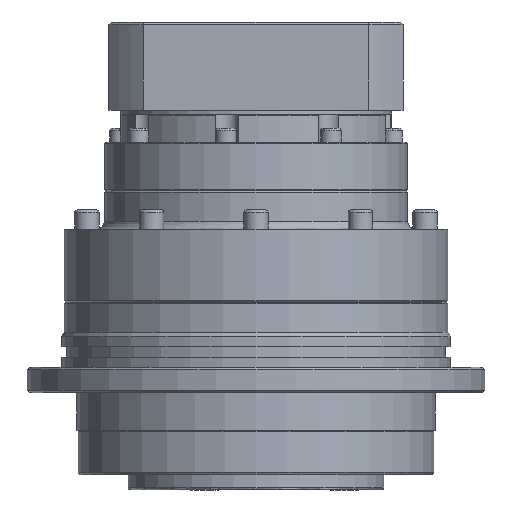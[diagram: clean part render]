
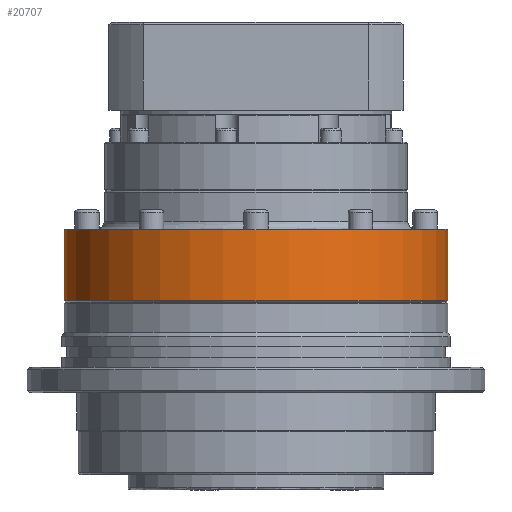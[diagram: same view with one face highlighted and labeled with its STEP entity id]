
A CAD part, front view. The second image highlights one B-rep face of the part: STEP entity #20707.
In plain terms, the highlighted cylindrical face has radius 75 mm (diameter 150 mm), a partial arc.
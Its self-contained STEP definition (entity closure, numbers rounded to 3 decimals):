
#60 = DIRECTION ( 'NONE',  ( 0., 0., -1. ) ) ;
#281 = DIRECTION ( 'NONE',  ( 0., 0., -1. ) ) ;
#755 = CIRCLE ( 'NONE', #23190, 75. ) ;
#1163 = VERTEX_POINT ( 'NONE', #12873 ) ;
#1381 = DIRECTION ( 'NONE',  ( -1., 0., 0. ) ) ;
#2187 = DIRECTION ( 'NONE',  ( 0., 0., -1. ) ) ;
#2947 = CARTESIAN_POINT ( 'NONE',  ( -75., 0., 39.5 ) ) ;
#3017 = EDGE_CURVE ( 'NONE', #22567, #28965, #18597, .T. ) ;
#3146 = AXIS2_PLACEMENT_3D ( 'NONE', #29028, #2187, #13135 ) ;
#3496 = VECTOR ( 'NONE', #281, 1000. ) ;
#4358 = LINE ( 'NONE', #21929, #3496 ) ;
#4393 = FACE_OUTER_BOUND ( 'NONE', #33004, .T. ) ;
#5585 = ORIENTED_EDGE ( 'NONE', *, *, #20921, .F. ) ;
#7179 = CIRCLE ( 'NONE', #16651, 75. ) ;
#8306 = DIRECTION ( 'NONE',  ( 0., 0., -1. ) ) ;
#10554 = VERTEX_POINT ( 'NONE', #34706 ) ;
#12873 = CARTESIAN_POINT ( 'NONE',  ( 75., 0., 39.5 ) ) ;
#13135 = DIRECTION ( 'NONE',  ( -1., 0., 0. ) ) ;
#16651 = AXIS2_PLACEMENT_3D ( 'NONE', #33448, #17631, #1381 ) ;
#17631 = DIRECTION ( 'NONE',  ( 0., 0., -1. ) ) ;
#18061 = EDGE_CURVE ( 'NONE', #10554, #22567, #7179, .T. ) ;
#18597 = LINE ( 'NONE', #25817, #32603 ) ;
#20707 = ADVANCED_FACE ( 'NONE', ( #4393 ), #29487, .T. ) ;
#20921 = EDGE_CURVE ( 'NONE', #10554, #1163, #4358, .T. ) ;
#21929 = CARTESIAN_POINT ( 'NONE',  ( 75., 0., 48.5 ) ) ;
#22567 = VERTEX_POINT ( 'NONE', #33204 ) ;
#23190 = AXIS2_PLACEMENT_3D ( 'NONE', #24368, #8306, #26995 ) ;
#23839 = ORIENTED_EDGE ( 'NONE', *, *, #3017, .T. ) ;
#24368 = CARTESIAN_POINT ( 'NONE',  ( 0., 0., 39.5 ) ) ;
#25817 = CARTESIAN_POINT ( 'NONE',  ( -75., 0., 48.5 ) ) ;
#26045 = EDGE_CURVE ( 'NONE', #1163, #28965, #755, .T. ) ;
#26995 = DIRECTION ( 'NONE',  ( 0., 1., 0. ) ) ;
#27187 = ORIENTED_EDGE ( 'NONE', *, *, #18061, .T. ) ;
#28965 = VERTEX_POINT ( 'NONE', #2947 ) ;
#29028 = CARTESIAN_POINT ( 'NONE',  ( 0., 0., 48.5 ) ) ;
#29487 = CYLINDRICAL_SURFACE ( 'NONE', #3146, 75. ) ;
#30897 = ORIENTED_EDGE ( 'NONE', *, *, #26045, .F. ) ;
#32603 = VECTOR ( 'NONE', #60, 1000. ) ;
#33004 = EDGE_LOOP ( 'NONE', ( #5585, #27187, #23839, #30897 ) ) ;
#33204 = CARTESIAN_POINT ( 'NONE',  ( -75., 0., 67.2 ) ) ;
#33448 = CARTESIAN_POINT ( 'NONE',  ( 0., 0., 67.2 ) ) ;
#34706 = CARTESIAN_POINT ( 'NONE',  ( 75., 0., 67.2 ) ) ;
